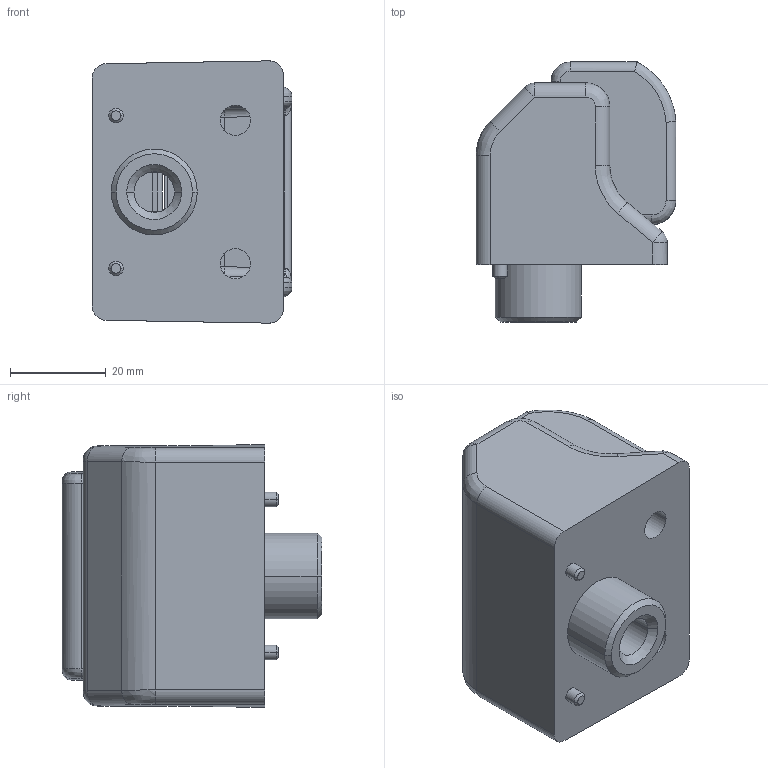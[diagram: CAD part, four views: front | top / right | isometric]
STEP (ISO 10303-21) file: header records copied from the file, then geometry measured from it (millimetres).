
FILE_DESCRIPTION (( 'STEP AP203' ), '1' );
FILE_NAME ('FA-740S-1.STEP', '2020-02-18T04:07:28', ( '' ), ( '' ), 'SwSTEP 2.0', 'SolidWorks 2018', '' );
FILE_SCHEMA (( 'CONFIG_CONTROL_DESIGN' ));
Length unit declared in the file: millimetre
Products named in the file (4): FA-740S-1_低受フック; FA-740S-1_十字穴付小ねじ_内径基準ver1.02_M6x15十字穴付なべ小ねじ(鉄)SWシングルセムス(P2); FA-740S-1; FA-740S-1_低受台座
Assembly tree (4 placements, depth 2):
  FA-740S-1
    FA-740S-1_低受台座
    FA-740S-1_低受フック
    FA-740S-1_十字穴付小ねじ_内径基準ver1.02_M6x15十字穴付なべ小ねじ(鉄)SWシングルセムス(P2)  x2
Bounding box: 41.8 x 54.4 x 54.89 mm (x, y, z)
Volume: 55294.1 mm3; surface area: 22853.9 mm2
Topology: 4 solids, 4 shells, 286 faces, 729 edges, 450 vertices
Faces by surface type: plane 112, cylinder 110, bspline 28, cone 20, sphere 8, torus 8
Entity records: 8597 total; most frequent: CARTESIAN_POINT 2587, ORIENTED_EDGE 1210, DIRECTION 1145, EDGE_CURVE 605, AXIS2_PLACEMENT_3D 414, VERTEX_POINT 374, LINE 317, VECTOR 317
